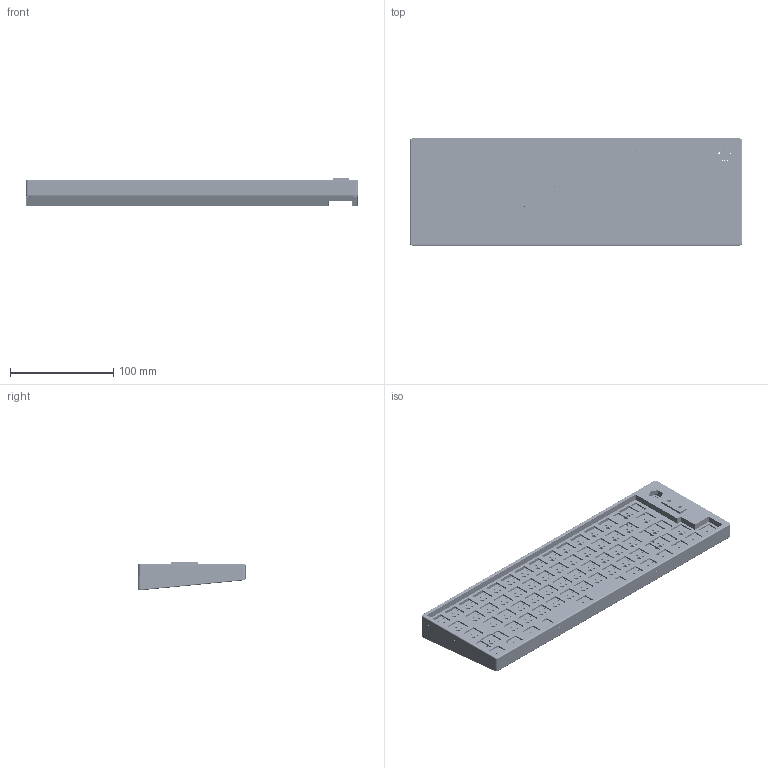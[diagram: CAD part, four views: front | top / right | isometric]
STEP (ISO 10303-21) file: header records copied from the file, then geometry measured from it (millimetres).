
FILE_DESCRIPTION(/* description */ ('STEP AP242','CAx-IF Rec.Pracs.---Representation and Presentation of Product Manufacturing Information (PMI)---4.0---2014-10-13','CAx-IF Rec.Pracs.---3D Tessellated Geometry---0.4---2014-09-14','2;1'),/* implementation_level */ '2;1');
FILE_NAME(/* name */ '686b1fa93ec26f311cb52391',/* time_stamp */ '2025-07-07T01:15:22Z',/* author */ (''),/* organization */ (''),/* preprocessor_version */ 'ST-DEVELOPER v20',/* originating_system */ 'ONSHAPE BY PTC INC, 1.200',/* authorisation */ ' ');
FILE_SCHEMA (('AP242_MANAGED_MODEL_BASED_3D_ENGINEERING_MIM_LF { 1 0 10303 442 1 1 4 }'));
Length unit declared in the file: metre
Products named in the file (6): keyboard 1; D_A-405_P7.62mm_Horizontal; keyboard_PCB; Bottom; Top; Plate
Assembly tree (69 placements, depth 2):
  keyboard 1
    D_A-405_P7.62mm_Horizontal  x65
    keyboard_PCB
    Bottom
    Top
    Plate
Bounding box: 321.02 x 103.51 x 27.9 mm (x, y, z)
Volume: 282671.5 mm3; surface area: 219178.3 mm2
Topology: 69 solids, 69 shells, 2391 faces, 5806 edges, 3816 vertices
Faces by surface type: cylinder 1469, plane 778, torus 136, bspline 6, sphere 2
Full cylindrical faces by diameter (mm): 0.6 x260, 0.9 x130, 1 x45, 1.47 x128, 1.75 x128, 2.2 x8, 2.7 x130, 2.72 x65, 3.048 x10, 3.2 x4, 3.6 x4, 3.988 x74
Entity records: 49215 total; most frequent: DIRECTION 8681, CARTESIAN_POINT 8065, ORIENTED_EDGE 7304, EDGE_CURVE 3652, AXIS2_PLACEMENT_3D 3546, EDGE_LOOP 3316, FACE_BOUND 3316, VERTEX_POINT 2782
